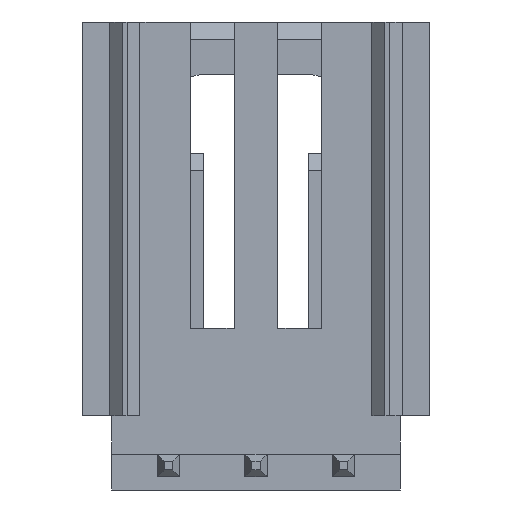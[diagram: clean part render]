
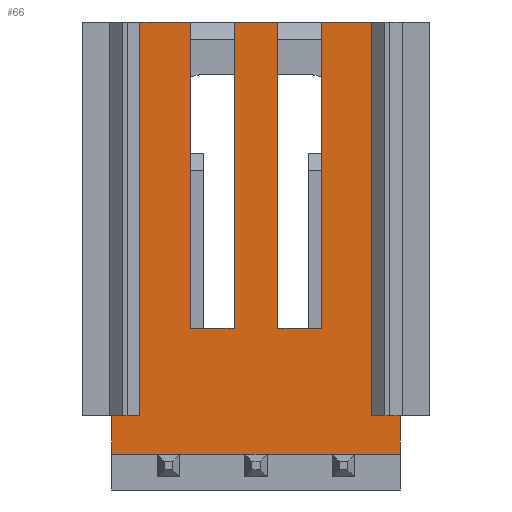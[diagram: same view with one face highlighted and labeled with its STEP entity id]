
A CAD part, front view. The second image highlights one B-rep face of the part: STEP entity #66.
In plain terms, the highlighted planar face has unit normal (0, -1, 0).
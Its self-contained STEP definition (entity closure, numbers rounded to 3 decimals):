
#66=ADVANCED_FACE('',(#208),#209,.T.);
#208=FACE_OUTER_BOUND('',#478,.T.);
#209=PLANE('',#479);
#478=EDGE_LOOP('',(#811,#812,#813,#814,#815,#816,#817,#818,#819,#820,#821,#822,#823,#824,#825,#826));
#479=AXIS2_PLACEMENT_3D('',#827,#828,#829);
#811=ORIENTED_EDGE('',*,*,#1801,.F.);
#812=ORIENTED_EDGE('',*,*,#1838,.T.);
#813=ORIENTED_EDGE('',*,*,#1839,.F.);
#814=ORIENTED_EDGE('',*,*,#1840,.F.);
#815=ORIENTED_EDGE('',*,*,#1787,.F.);
#816=ORIENTED_EDGE('',*,*,#1831,.T.);
#817=ORIENTED_EDGE('',*,*,#1841,.F.);
#818=ORIENTED_EDGE('',*,*,#1842,.F.);
#819=ORIENTED_EDGE('',*,*,#1825,.F.);
#820=ORIENTED_EDGE('',*,*,#1843,.F.);
#821=ORIENTED_EDGE('',*,*,#1844,.F.);
#822=ORIENTED_EDGE('',*,*,#1845,.F.);
#823=ORIENTED_EDGE('',*,*,#1846,.F.);
#824=ORIENTED_EDGE('',*,*,#1847,.F.);
#825=ORIENTED_EDGE('',*,*,#1848,.F.);
#826=ORIENTED_EDGE('',*,*,#1849,.T.);
#827=CARTESIAN_POINT('',(-5.04,-2.545,0.0));
#828=DIRECTION('',(0.0,-1.0,0.0));
#829=DIRECTION('',(0.0,0.0,-1.0));
#1787=EDGE_CURVE('',#2134,#2137,#2138,.T.);
#1801=EDGE_CURVE('',#2163,#2165,#2166,.T.);
#1825=EDGE_CURVE('',#2211,#2142,#2213,.T.);
#1831=EDGE_CURVE('',#2134,#2221,#2223,.T.);
#1838=EDGE_CURVE('',#2163,#2234,#2235,.T.);
#1839=EDGE_CURVE('',#2236,#2234,#2237,.T.);
#1840=EDGE_CURVE('',#2137,#2236,#2238,.T.);
#1841=EDGE_CURVE('',#2239,#2221,#2240,.T.);
#1842=EDGE_CURVE('',#2142,#2239,#2241,.T.);
#1843=EDGE_CURVE('',#2242,#2211,#2243,.T.);
#1844=EDGE_CURVE('',#2244,#2242,#2245,.T.);
#1845=EDGE_CURVE('',#2246,#2244,#2247,.T.);
#1846=EDGE_CURVE('',#2248,#2246,#2249,.T.);
#1847=EDGE_CURVE('',#2250,#2248,#2251,.T.);
#1848=EDGE_CURVE('',#2252,#2250,#2253,.T.);
#1849=EDGE_CURVE('',#2252,#2165,#2254,.T.);
#2134=VERTEX_POINT('',#2671);
#2137=VERTEX_POINT('',#2675);
#2138=LINE('',#2676,#2677);
#2142=VERTEX_POINT('',#2683);
#2163=VERTEX_POINT('',#2714);
#2165=VERTEX_POINT('',#2717);
#2166=LINE('',#2718,#2719);
#2211=VERTEX_POINT('',#2786);
#2213=LINE('',#2789,#2790);
#2221=VERTEX_POINT('',#2802);
#2223=LINE('',#2805,#2806);
#2234=VERTEX_POINT('',#2823);
#2235=LINE('',#2824,#2825);
#2236=VERTEX_POINT('',#2826);
#2237=LINE('',#2827,#2828);
#2238=LINE('',#2829,#2830);
#2239=VERTEX_POINT('',#2831);
#2240=LINE('',#2832,#2833);
#2241=LINE('',#2834,#2835);
#2242=VERTEX_POINT('',#2836);
#2243=LINE('',#2837,#2838);
#2244=VERTEX_POINT('',#2839);
#2245=LINE('',#2840,#2841);
#2246=VERTEX_POINT('',#2842);
#2247=LINE('',#2843,#2844);
#2248=VERTEX_POINT('',#2845);
#2249=LINE('',#2846,#2847);
#2250=VERTEX_POINT('',#2848);
#2251=LINE('',#2849,#2850);
#2252=VERTEX_POINT('',#2851);
#2253=LINE('',#2852,#2853);
#2254=LINE('',#2854,#2855);
#2671=CARTESIAN_POINT('',(-0.635,-2.545,0.0));
#2675=CARTESIAN_POINT('',(0.635,-2.545,0.0));
#2676=CARTESIAN_POINT('',(-0.635,-2.545,0.0));
#2677=VECTOR('',#3534,1.27);
#2683=CARTESIAN_POINT('',(-1.905,-2.545,0.0));
#2714=CARTESIAN_POINT('',(1.905,-2.545,0.0));
#2717=CARTESIAN_POINT('',(3.365,-2.545,0.0));
#2718=CARTESIAN_POINT('',(1.905,-2.545,0.0));
#2719=VECTOR('',#3548,1.46);
#2786=CARTESIAN_POINT('',(-3.37,-2.545,0.0));
#2789=CARTESIAN_POINT('',(-3.37,-2.545,0.0));
#2790=VECTOR('',#3572,1.465);
#2802=CARTESIAN_POINT('',(-0.635,-2.545,-8.89));
#2805=CARTESIAN_POINT('',(-0.635,-2.545,0.0));
#2806=VECTOR('',#3578,8.89);
#2823=CARTESIAN_POINT('',(1.905,-2.545,-8.89));
#2824=CARTESIAN_POINT('',(1.905,-2.545,0.0));
#2825=VECTOR('',#3585,8.89);
#2826=CARTESIAN_POINT('',(0.635,-2.545,-8.89));
#2827=CARTESIAN_POINT('',(0.635,-2.545,-8.89));
#2828=VECTOR('',#3586,1.27);
#2829=CARTESIAN_POINT('',(0.635,-2.545,0.0));
#2830=VECTOR('',#3587,8.89);
#2831=CARTESIAN_POINT('',(-1.905,-2.545,-8.89));
#2832=CARTESIAN_POINT('',(-1.905,-2.545,-8.89));
#2833=VECTOR('',#3588,1.27);
#2834=CARTESIAN_POINT('',(-1.905,-2.545,0.0));
#2835=VECTOR('',#3589,8.89);
#2836=CARTESIAN_POINT('',(-3.37,-2.545,-11.43));
#2837=CARTESIAN_POINT('',(-3.37,-2.545,-11.43));
#2838=VECTOR('',#3590,11.43);
#2839=CARTESIAN_POINT('',(-4.19,-2.545,-11.43));
#2840=CARTESIAN_POINT('',(-4.19,-2.545,-11.43));
#2841=VECTOR('',#3591,0.82);
#2842=CARTESIAN_POINT('',(-4.19,-2.545,-12.55));
#2843=CARTESIAN_POINT('',(-4.19,-2.545,-12.55));
#2844=VECTOR('',#3592,1.12);
#2845=CARTESIAN_POINT('',(4.19,-2.545,-12.55));
#2846=CARTESIAN_POINT('',(4.19,-2.545,-12.55));
#2847=VECTOR('',#3593,8.38);
#2848=CARTESIAN_POINT('',(4.19,-2.545,-11.43));
#2849=CARTESIAN_POINT('',(4.19,-2.545,-11.43));
#2850=VECTOR('',#3594,1.12);
#2851=CARTESIAN_POINT('',(3.365,-2.545,-11.43));
#2852=CARTESIAN_POINT('',(3.365,-2.545,-11.43));
#2853=VECTOR('',#3595,0.825);
#2854=CARTESIAN_POINT('',(3.365,-2.545,-11.43));
#2855=VECTOR('',#3596,11.43);
#3534=DIRECTION('',(1.0,0.0,0.0));
#3548=DIRECTION('',(1.0,0.0,0.0));
#3572=DIRECTION('',(1.0,0.0,0.0));
#3578=DIRECTION('',(0.0,0.0,-1.0));
#3585=DIRECTION('',(0.0,0.0,-1.0));
#3586=DIRECTION('',(1.0,0.0,0.0));
#3587=DIRECTION('',(0.0,0.0,-1.0));
#3588=DIRECTION('',(1.0,0.0,0.0));
#3589=DIRECTION('',(0.0,0.0,-1.0));
#3590=DIRECTION('',(0.0,0.0,1.0));
#3591=DIRECTION('',(1.0,0.0,0.0));
#3592=DIRECTION('',(0.0,0.0,1.0));
#3593=DIRECTION('',(-1.0,0.0,0.0));
#3594=DIRECTION('',(0.0,0.0,-1.0));
#3595=DIRECTION('',(1.0,0.0,0.0));
#3596=DIRECTION('',(0.0,0.0,1.0));
